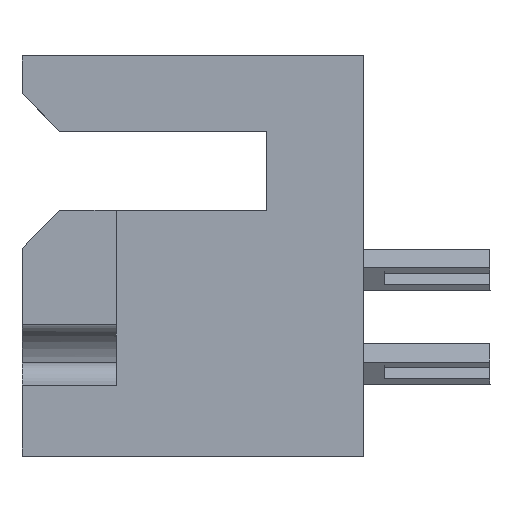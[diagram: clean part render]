
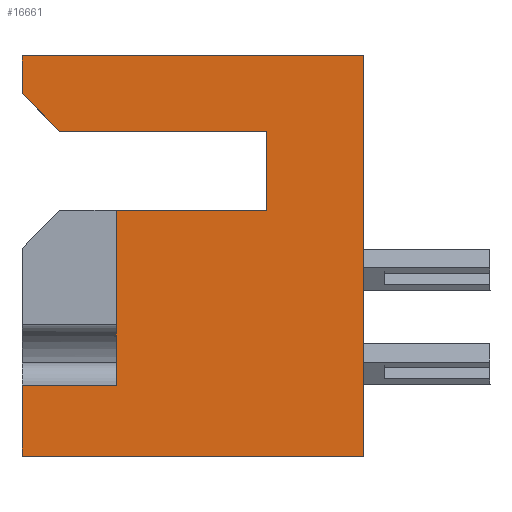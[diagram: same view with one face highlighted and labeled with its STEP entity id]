
A CAD part, left-side view. The second image highlights one B-rep face of the part: STEP entity #16661.
In plain terms, the highlighted planar face has unit normal (-1, 0, 0).
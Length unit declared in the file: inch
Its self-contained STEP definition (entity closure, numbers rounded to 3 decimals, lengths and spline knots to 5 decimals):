
#166 = CARTESIAN_POINT ( 'NONE',  ( 0., 0., 0. ) ) ;
#216 = VECTOR ( 'NONE', #16270, 39.37008 ) ;
#697 = DIRECTION ( 'NONE',  ( 0., 0., 1. ) ) ;
#950 = VECTOR ( 'NONE', #14719, 39.37008 ) ;
#1117 = VERTEX_POINT ( 'NONE', #16014 ) ;
#1203 = CARTESIAN_POINT ( 'NONE',  ( 0., 0.403, -0.1 ) ) ;
#1249 = ORIENTED_EDGE ( 'NONE', *, *, #17529, .T. ) ;
#1461 = CARTESIAN_POINT ( 'NONE',  ( 0., 0., 0. ) ) ;
#1825 = EDGE_CURVE ( 'NONE', #19506, #16240, #5489, .T. ) ;
#2264 = DIRECTION ( 'NONE',  ( 0., 1., 0. ) ) ;
#2477 = CARTESIAN_POINT ( 'NONE',  ( 0., 0.128, -0.1 ) ) ;
#3329 = ORIENTED_EDGE ( 'NONE', *, *, #7560, .F. ) ;
#3720 = DIRECTION ( 'NONE',  ( 0., 0., 1. ) ) ;
#4452 = EDGE_CURVE ( 'NONE', #20702, #17948, #16595, .T. ) ;
#4815 = PLANE ( 'NONE',  #8892 ) ;
#4998 = EDGE_CURVE ( 'NONE', #20702, #17742, #8018, .T. ) ;
#5170 = DIRECTION ( 'NONE',  ( 0., 0., -1. ) ) ;
#5489 = LINE ( 'NONE', #7445, #8529 ) ;
#5693 = CARTESIAN_POINT ( 'NONE',  ( 0., 0.128, -0.205 ) ) ;
#6042 = DIRECTION ( 'NONE',  ( 0., 1., 0. ) ) ;
#6118 = DIRECTION ( 'NONE',  ( 0., 1., 0. ) ) ;
#6173 = EDGE_LOOP ( 'NONE', ( #19884, #3329, #18388, #10552, #10059, #11204, #1249, #12353, #7303, #12824, #18517 ) ) ;
#6243 = VECTOR ( 'NONE', #15508, 39.37008 ) ;
#6735 = EDGE_CURVE ( 'NONE', #17948, #20281, #13893, .T. ) ;
#6823 = CARTESIAN_POINT ( 'NONE',  ( 0., 0.128, -0.1 ) ) ;
#7273 = VECTOR ( 'NONE', #14875, 39.37008 ) ;
#7303 = ORIENTED_EDGE ( 'NONE', *, *, #4452, .F. ) ;
#7445 = CARTESIAN_POINT ( 'NONE',  ( 0., 0.328, -0.437 ) ) ;
#7560 = EDGE_CURVE ( 'NONE', #1117, #16240, #13155, .T. ) ;
#7881 = CARTESIAN_POINT ( 'NONE',  ( 0., 0.403, -0.1 ) ) ;
#8018 = LINE ( 'NONE', #14254, #11829 ) ;
#8131 = DIRECTION ( 'NONE',  ( 1., 0., 0. ) ) ;
#8230 = VECTOR ( 'NONE', #3720, 39.37008 ) ;
#8529 = VECTOR ( 'NONE', #6042, 39.37008 ) ;
#8892 = AXIS2_PLACEMENT_3D ( 'NONE', #17783, #8131, #5170 ) ;
#9160 = EDGE_CURVE ( 'NONE', #19506, #17742, #11587, .T. ) ;
#9762 = LINE ( 'NONE', #19408, #8230 ) ;
#9849 = CARTESIAN_POINT ( 'NONE',  ( 0., 0.453, -0.437 ) ) ;
#10059 = ORIENTED_EDGE ( 'NONE', *, *, #19521, .F. ) ;
#10210 = EDGE_CURVE ( 'NONE', #18172, #19789, #9762, .T. ) ;
#10352 = LINE ( 'NONE', #166, #950 ) ;
#10552 = ORIENTED_EDGE ( 'NONE', *, *, #18459, .T. ) ;
#10667 = VECTOR ( 'NONE', #2264, 39.37008 ) ;
#10696 = CARTESIAN_POINT ( 'NONE',  ( 0., 0.328, -0.437 ) ) ;
#11063 = LINE ( 'NONE', #20284, #6243 ) ;
#11204 = ORIENTED_EDGE ( 'NONE', *, *, #10210, .F. ) ;
#11587 = LINE ( 'NONE', #14802, #7273 ) ;
#11829 = VECTOR ( 'NONE', #6118, 39.37008 ) ;
#12275 = EDGE_CURVE ( 'NONE', #1117, #14887, #13249, .T. ) ;
#12353 = ORIENTED_EDGE ( 'NONE', *, *, #6735, .F. ) ;
#12824 = ORIENTED_EDGE ( 'NONE', *, *, #4998, .T. ) ;
#13155 = LINE ( 'NONE', #19373, #216 ) ;
#13249 = LINE ( 'NONE', #18658, #14981 ) ;
#13305 = CARTESIAN_POINT ( 'NONE',  ( 0., 0.128, -0.1 ) ) ;
#13893 = LINE ( 'NONE', #2477, #10667 ) ;
#14254 = CARTESIAN_POINT ( 'NONE',  ( 0., 0.128, -0.205 ) ) ;
#14719 = DIRECTION ( 'NONE',  ( 0., 0., 1. ) ) ;
#14798 = FACE_OUTER_BOUND ( 'NONE', #6173, .T. ) ;
#14802 = CARTESIAN_POINT ( 'NONE',  ( 0., 0.328, -0.205 ) ) ;
#14830 = VECTOR ( 'NONE', #697, 39.37008 ) ;
#14875 = DIRECTION ( 'NONE',  ( 0., 0., 1. ) ) ;
#14887 = VERTEX_POINT ( 'NONE', #20226 ) ;
#14981 = VECTOR ( 'NONE', #20246, 39.37008 ) ;
#15316 = CARTESIAN_POINT ( 'NONE',  ( 0., 0.453, -0.05 ) ) ;
#15508 = DIRECTION ( 'NONE',  ( 0., -1., 0. ) ) ;
#16014 = CARTESIAN_POINT ( 'NONE',  ( 0., 0.453, -0.531 ) ) ;
#16240 = VERTEX_POINT ( 'NONE', #9849 ) ;
#16270 = DIRECTION ( 'NONE',  ( 0., 0., 1. ) ) ;
#16595 = LINE ( 'NONE', #13305, #14830 ) ;
#16602 = VERTEX_POINT ( 'NONE', #1461 ) ;
#16661 = ADVANCED_FACE ( 'NONE', ( #14798 ), #4815, .F. ) ;
#17293 = LINE ( 'NONE', #1203, #18307 ) ;
#17529 = EDGE_CURVE ( 'NONE', #18172, #20281, #17293, .T. ) ;
#17742 = VERTEX_POINT ( 'NONE', #20675 ) ;
#17783 = CARTESIAN_POINT ( 'NONE',  ( 0., 0.453, 0. ) ) ;
#17948 = VERTEX_POINT ( 'NONE', #6823 ) ;
#18172 = VERTEX_POINT ( 'NONE', #15316 ) ;
#18307 = VECTOR ( 'NONE', #18800, 39.37008 ) ;
#18388 = ORIENTED_EDGE ( 'NONE', *, *, #12275, .T. ) ;
#18459 = EDGE_CURVE ( 'NONE', #14887, #16602, #10352, .T. ) ;
#18517 = ORIENTED_EDGE ( 'NONE', *, *, #9160, .F. ) ;
#18658 = CARTESIAN_POINT ( 'NONE',  ( 0., 0.453, -0.531 ) ) ;
#18800 = DIRECTION ( 'NONE',  ( 0., -0.707, -0.707 ) ) ;
#19373 = CARTESIAN_POINT ( 'NONE',  ( 0., 0.453, 0. ) ) ;
#19381 = CARTESIAN_POINT ( 'NONE',  ( 0., 0.453, 0. ) ) ;
#19408 = CARTESIAN_POINT ( 'NONE',  ( 0., 0.453, 0. ) ) ;
#19506 = VERTEX_POINT ( 'NONE', #10696 ) ;
#19521 = EDGE_CURVE ( 'NONE', #19789, #16602, #11063, .T. ) ;
#19789 = VERTEX_POINT ( 'NONE', #19381 ) ;
#19884 = ORIENTED_EDGE ( 'NONE', *, *, #1825, .T. ) ;
#20226 = CARTESIAN_POINT ( 'NONE',  ( 0., 0., -0.531 ) ) ;
#20246 = DIRECTION ( 'NONE',  ( 0., -1., 0. ) ) ;
#20281 = VERTEX_POINT ( 'NONE', #7881 ) ;
#20284 = CARTESIAN_POINT ( 'NONE',  ( 0., 0.453, 0. ) ) ;
#20675 = CARTESIAN_POINT ( 'NONE',  ( 0., 0.328, -0.205 ) ) ;
#20702 = VERTEX_POINT ( 'NONE', #5693 ) ;
